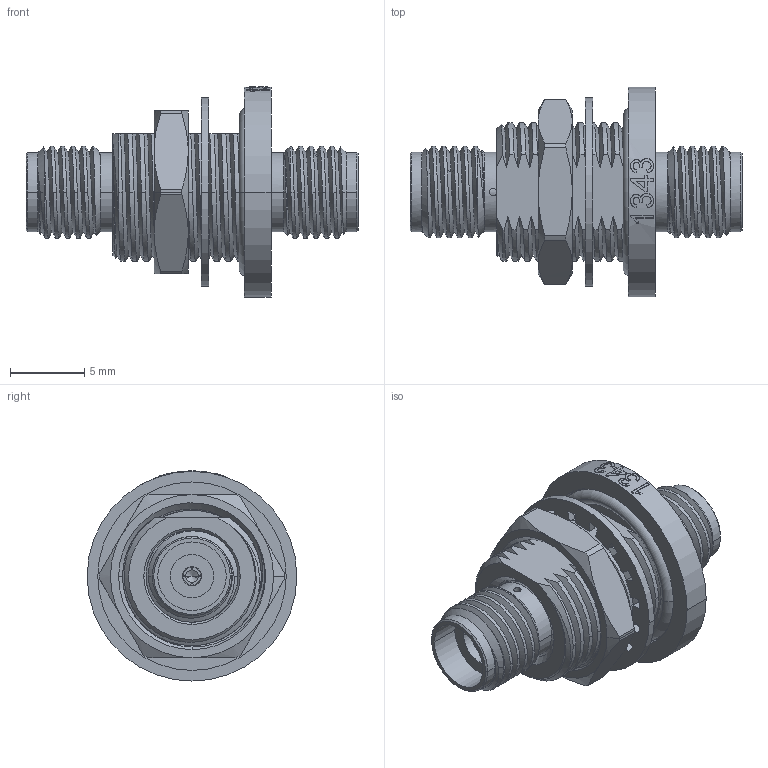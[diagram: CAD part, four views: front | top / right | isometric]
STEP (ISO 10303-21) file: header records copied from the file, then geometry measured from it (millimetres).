
FILE_DESCRIPTION (( 'STEP AP214' ), '1' );
FILE_NAME ('FMAD1343_3D.step', '2025-07-23T18:01:36', ( '' ), ( '' ), 'SwSTEP 2.0', 'SolidWorks 2022', '' );
FILE_SCHEMA (( 'AUTOMOTIVE_DESIGN' ));
Length unit declared in the file: inch
Products named in the file (7): Copy of Nut^FMAD1343; Copy of O-Ring^FMAD1343; Copy of ADS-K8-GBVH-2^FMAD1343; Copy of ADS-K8-GBVH-1^FMAD1343; Copy of Washer^FMAD1343; FMAD1343_3D; Copy of ADS-K8K8-BF-GB-1^FMAD1343
Assembly tree (6 placements, depth 2):
  FMAD1343_3D
    Copy of ADS-K8-GBVH-2^FMAD1343
    Copy of Nut^FMAD1343
    Copy of Washer^FMAD1343
    Copy of O-Ring^FMAD1343
    Copy of ADS-K8-GBVH-1^FMAD1343
    Copy of ADS-K8K8-BF-GB-1^FMAD1343
Bounding box: 22.38 x 14.14 x 14.17 mm (x, y, z)
Volume: 1121.1 mm3; surface area: 2282.7 mm2
Topology: 6 solids, 6 shells, 444 faces, 1156 edges, 733 vertices
Faces by surface type: cylinder 160, plane 108, bspline 86, cone 84, torus 6
Entity records: 26594 total; most frequent: CARTESIAN_POINT 16346, ORIENTED_EDGE 2304, DIRECTION 1724, EDGE_CURVE 1152, VERTEX_POINT 733, AXIS2_PLACEMENT_3D 675, B_SPLINE_CURVE_WITH_KNOTS 470, EDGE_LOOP 465
